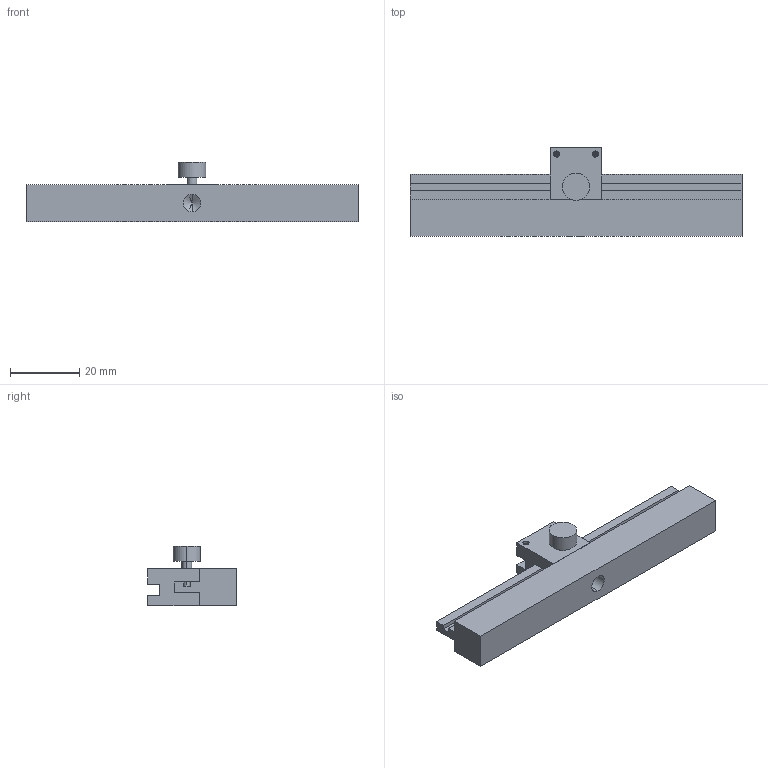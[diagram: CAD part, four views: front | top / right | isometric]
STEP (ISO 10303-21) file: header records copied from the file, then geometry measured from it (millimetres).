
FILE_DESCRIPTION (( 'STEP AP203' ), '1' );
FILE_NAME ('prnt_53272.step', '2013-04-26T19:05:17', ( 'EO' ), ( 'EO' ), 'SwSTEP 2.0', 'SolidWorks 2011', '' );
FILE_SCHEMA (( 'CONFIG_CONTROL_DESIGN' ));
Length unit declared in the file: millimetre
Products named in the file (1): prnt_53272
Bounding box: 96 x 25.7 x 17.17 mm (x, y, z)
Volume: 14578.4 mm3; surface area: 8079 mm2
Topology: 5 solids, 5 shells, 202 faces, 508 edges, 320 vertices
Faces by surface type: cylinder 92, plane 66, cone 34, bspline 6, sphere 4
Entity records: 8345 total; most frequent: CARTESIAN_POINT 3865, ORIENTED_EDGE 1008, DIRECTION 834, EDGE_CURVE 504, VERTEX_POINT 320, AXIS2_PLACEMENT_3D 303, LINE 228, VECTOR 228
